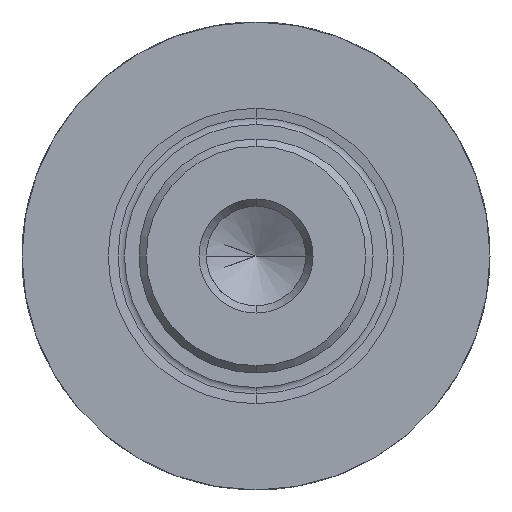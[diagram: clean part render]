
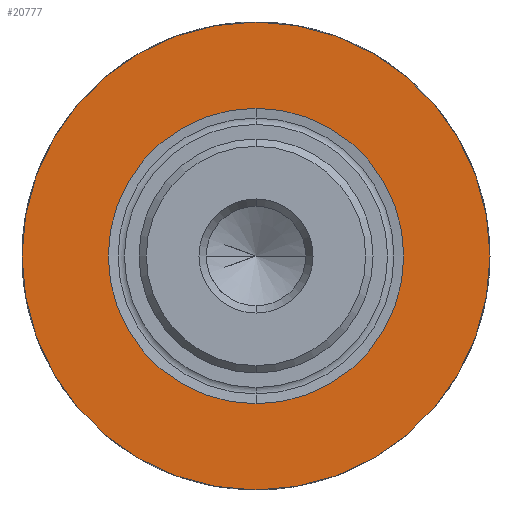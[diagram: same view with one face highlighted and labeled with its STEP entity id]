
A CAD part, left-side view. The second image highlights one B-rep face of the part: STEP entity #20777.
In plain terms, the highlighted planar face has unit normal (-1, 0, 0).
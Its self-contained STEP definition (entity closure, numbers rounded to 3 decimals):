
#192 = FACE_BOUND ( 'NONE', #17823, .T. ) ;
#344 = ORIENTED_EDGE ( 'NONE', *, *, #18197, .F. ) ;
#2368 = CIRCLE ( 'NONE', #22270, 10.103 ) ;
#2394 = VERTEX_POINT ( 'NONE', #23046 ) ;
#2464 = CIRCLE ( 'NONE', #17408, 10.103 ) ;
#3853 = VERTEX_POINT ( 'NONE', #21879 ) ;
#3931 = CIRCLE ( 'NONE', #14244, 16. ) ;
#4284 = CARTESIAN_POINT ( 'NONE',  ( 0., 0., 0. ) ) ;
#5672 = ORIENTED_EDGE ( 'NONE', *, *, #11605, .T. ) ;
#6080 = DIRECTION ( 'NONE',  ( 0., 0., 1. ) ) ;
#7926 = ORIENTED_EDGE ( 'NONE', *, *, #11150, .T. ) ;
#8038 = DIRECTION ( 'NONE',  ( -1., 0., 0. ) ) ;
#8290 = VERTEX_POINT ( 'NONE', #8387 ) ;
#8387 = CARTESIAN_POINT ( 'NONE',  ( 0., 0., -10.103 ) ) ;
#8551 = PLANE ( 'NONE',  #16348 ) ;
#8947 = CARTESIAN_POINT ( 'NONE',  ( 0., 0., 0. ) ) ;
#10108 = CIRCLE ( 'NONE', #21095, 16. ) ;
#10201 = DIRECTION ( 'NONE',  ( -1., 0., 0. ) ) ;
#10719 = DIRECTION ( 'NONE',  ( 0., 0., 1. ) ) ;
#11150 = EDGE_CURVE ( 'NONE', #23031, #3853, #10108, .T. ) ;
#11605 = EDGE_CURVE ( 'NONE', #3853, #23031, #3931, .T. ) ;
#11951 = EDGE_LOOP ( 'NONE', ( #5672, #7926 ) ) ;
#12106 = DIRECTION ( 'NONE',  ( 0., 0., -1. ) ) ;
#13869 = FACE_OUTER_BOUND ( 'NONE', #11951, .T. ) ;
#14166 = CARTESIAN_POINT ( 'NONE',  ( 0., 0., -16. ) ) ;
#14244 = AXIS2_PLACEMENT_3D ( 'NONE', #18676, #8038, #20486 ) ;
#15206 = EDGE_CURVE ( 'NONE', #2394, #8290, #2464, .T. ) ;
#16348 = AXIS2_PLACEMENT_3D ( 'NONE', #22681, #22755, #12106 ) ;
#16753 = DIRECTION ( 'NONE',  ( -1., 0., 0. ) ) ;
#17408 = AXIS2_PLACEMENT_3D ( 'NONE', #20860, #10201, #22620 ) ;
#17823 = EDGE_LOOP ( 'NONE', ( #21257, #344 ) ) ;
#18197 = EDGE_CURVE ( 'NONE', #8290, #2394, #2368, .T. ) ;
#18676 = CARTESIAN_POINT ( 'NONE',  ( 0., 0., 0. ) ) ;
#20486 = DIRECTION ( 'NONE',  ( 0., 0., 1. ) ) ;
#20777 = ADVANCED_FACE ( 'NONE', ( #192, #13869 ), #8551, .F. ) ;
#20860 = CARTESIAN_POINT ( 'NONE',  ( 0., 0., 0. ) ) ;
#21095 = AXIS2_PLACEMENT_3D ( 'NONE', #4284, #16753, #6080 ) ;
#21257 = ORIENTED_EDGE ( 'NONE', *, *, #15206, .F. ) ;
#21366 = DIRECTION ( 'NONE',  ( -1., 0., 0. ) ) ;
#21879 = CARTESIAN_POINT ( 'NONE',  ( 0., 0., 16. ) ) ;
#22270 = AXIS2_PLACEMENT_3D ( 'NONE', #8947, #21366, #10719 ) ;
#22620 = DIRECTION ( 'NONE',  ( 0., 0., 1. ) ) ;
#22681 = CARTESIAN_POINT ( 'NONE',  ( 0., 10.103, 0. ) ) ;
#22755 = DIRECTION ( 'NONE',  ( 1., 0., 0. ) ) ;
#23031 = VERTEX_POINT ( 'NONE', #14166 ) ;
#23046 = CARTESIAN_POINT ( 'NONE',  ( 0., 0., 10.103 ) ) ;
